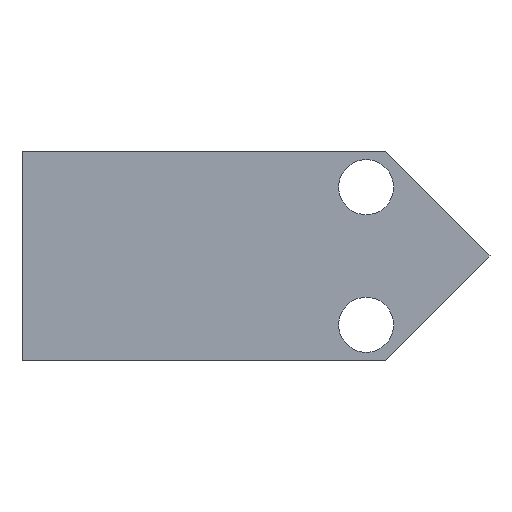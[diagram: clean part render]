
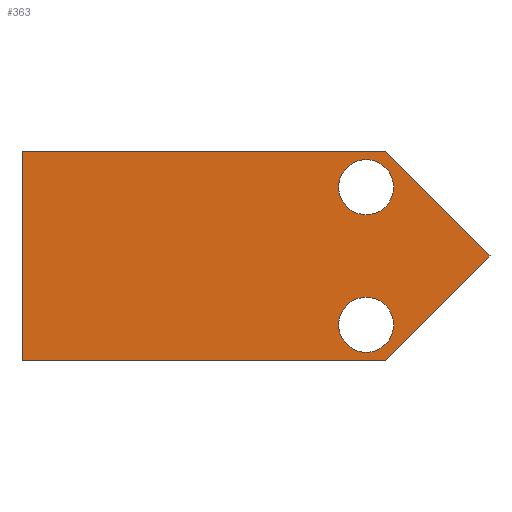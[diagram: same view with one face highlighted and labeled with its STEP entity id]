
A CAD part, front view. The second image highlights one B-rep face of the part: STEP entity #363.
In plain terms, the highlighted planar face has unit normal (0, -1, 0).
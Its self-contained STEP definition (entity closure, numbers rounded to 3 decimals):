
#1 = AXIS2_PLACEMENT_3D ( 'NONE', #159, #70, #165 ) ;
#3 = EDGE_CURVE ( 'NONE', #400, #393, #329, .T. ) ;
#4 = EDGE_CURVE ( 'NONE', #396, #389, #337, .T. ) ;
#9 = EDGE_CURVE ( 'NONE', #389, #386, #325, .T. ) ;
#13 = EDGE_CURVE ( 'NONE', #402, #401, #342, .T. ) ;
#15 = AXIS2_PLACEMENT_3D ( 'NONE', #404, #405, #403 ) ;
#21 = EDGE_CURVE ( 'NONE', #393, #400, #377, .T. ) ;
#23 = EDGE_CURVE ( 'NONE', #396, #387, #380, .T. ) ;
#27 = EDGE_CURVE ( 'NONE', #394, #387, #379, .T. ) ;
#29 = EDGE_CURVE ( 'NONE', #386, #394, #408, .T. ) ;
#31 = EDGE_CURVE ( 'NONE', #401, #402, #369, .T. ) ;
#32 = AXIS2_PLACEMENT_3D ( 'NONE', #184, #93, #197 ) ;
#36 = AXIS2_PLACEMENT_3D ( 'NONE', #86, #158, #116 ) ;
#42 = AXIS2_PLACEMENT_3D ( 'NONE', #140, #107, #156 ) ;
#66 = CARTESIAN_POINT ( 'NONE',  ( 125., 0., -23.1 ) ) ;
#70 = DIRECTION ( 'NONE',  ( 0., 1., 0. ) ) ;
#73 = CARTESIAN_POINT ( 'NONE',  ( 125., 0., -53.1 ) ) ;
#79 = CARTESIAN_POINT ( 'NONE',  ( 170., 0., -38.1 ) ) ;
#84 = DIRECTION ( 'NONE',  ( 0.707, 0., 0.707 ) ) ;
#86 = CARTESIAN_POINT ( 'NONE',  ( 125., 0., -63.1 ) ) ;
#93 = DIRECTION ( 'NONE',  ( 0., 1., 0. ) ) ;
#96 = DIRECTION ( 'NONE',  ( -0.707, 0., 0.707 ) ) ;
#97 = CARTESIAN_POINT ( 'NONE',  ( 54.977, 0., -153.123 ) ) ;
#107 = DIRECTION ( 'NONE',  ( 0., 1., 0. ) ) ;
#116 = DIRECTION ( 'NONE',  ( 0., 0., 1. ) ) ;
#123 = CARTESIAN_POINT ( 'NONE',  ( 54.977, 0., 76.923 ) ) ;
#126 = CARTESIAN_POINT ( 'NONE',  ( -60.046, 0., -76.2 ) ) ;
#138 = CARTESIAN_POINT ( 'NONE',  ( 0., 0., -76.2 ) ) ;
#140 = CARTESIAN_POINT ( 'NONE',  ( -60.046, 0., -38.1 ) ) ;
#141 = CARTESIAN_POINT ( 'NONE',  ( 131.9, 0., -76.2 ) ) ;
#147 = CARTESIAN_POINT ( 'NONE',  ( 125., 0., -73.1 ) ) ;
#151 = DIRECTION ( 'NONE',  ( 1., 0., 0. ) ) ;
#156 = DIRECTION ( 'NONE',  ( 0., 0., 1. ) ) ;
#158 = DIRECTION ( 'NONE',  ( 0., 1., 0. ) ) ;
#159 = CARTESIAN_POINT ( 'NONE',  ( 125., 0., -13.1 ) ) ;
#162 = CARTESIAN_POINT ( 'NONE',  ( 125., 0., -3.1 ) ) ;
#165 = DIRECTION ( 'NONE',  ( 0., 0., 1. ) ) ;
#168 = CARTESIAN_POINT ( 'NONE',  ( -60.046, 0., 0. ) ) ;
#169 = PLANE ( 'NONE',  #42 ) ;
#181 = DIRECTION ( 'NONE',  ( 1., 0., 0. ) ) ;
#184 = CARTESIAN_POINT ( 'NONE',  ( 125., 0., -63.1 ) ) ;
#188 = CARTESIAN_POINT ( 'NONE',  ( 131.9, 0., 0. ) ) ;
#197 = DIRECTION ( 'NONE',  ( 0., 0., 1. ) ) ;
#202 = CARTESIAN_POINT ( 'NONE',  ( 0., 0., 0. ) ) ;
#204 = ORIENTED_EDGE ( 'NONE', *, *, #29, .T. ) ;
#206 = ORIENTED_EDGE ( 'NONE', *, *, #3, .T. ) ;
#212 = ORIENTED_EDGE ( 'NONE', *, *, #31, .T. ) ;
#237 = ORIENTED_EDGE ( 'NONE', *, *, #9, .T. ) ;
#238 = ORIENTED_EDGE ( 'NONE', *, *, #27, .T. ) ;
#239 = ORIENTED_EDGE ( 'NONE', *, *, #4, .T. ) ;
#242 = ORIENTED_EDGE ( 'NONE', *, *, #23, .F. ) ;
#250 = ORIENTED_EDGE ( 'NONE', *, *, #13, .T. ) ;
#251 = EDGE_LOOP ( 'NONE', ( #212, #250 ) ) ;
#252 = EDGE_LOOP ( 'NONE', ( #265, #206 ) ) ;
#265 = ORIENTED_EDGE ( 'NONE', *, *, #21, .T. ) ;
#277 = FACE_BOUND ( 'NONE', #251, .T. ) ;
#278 = FACE_BOUND ( 'NONE', #252, .T. ) ;
#282 = FACE_OUTER_BOUND ( 'NONE', #352, .T. ) ;
#325 = LINE ( 'NONE', #126, #341 ) ;
#329 = CIRCLE ( 'NONE', #15, 10. ) ;
#337 = LINE ( 'NONE', #388, #340 ) ;
#340 = VECTOR ( 'NONE', #392, 1000. ) ;
#341 = VECTOR ( 'NONE', #151, 1000. ) ;
#342 = CIRCLE ( 'NONE', #32, 10. ) ;
#352 = EDGE_LOOP ( 'NONE', ( #204, #238, #242, #239, #237 ) ) ;
#363 = ADVANCED_FACE ( 'NONE', ( #278, #277, #282 ), #169, .F. ) ;
#369 = CIRCLE ( 'NONE', #36, 10. ) ;
#377 = CIRCLE ( 'NONE', #1, 10. ) ;
#378 = VECTOR ( 'NONE', #181, 1000. ) ;
#379 = LINE ( 'NONE', #123, #411 ) ;
#380 = LINE ( 'NONE', #168, #378 ) ;
#386 = VERTEX_POINT ( 'NONE', #141 ) ;
#387 = VERTEX_POINT ( 'NONE', #188 ) ;
#388 = CARTESIAN_POINT ( 'NONE',  ( 0., 0., -38.1 ) ) ;
#389 = VERTEX_POINT ( 'NONE', #138 ) ;
#392 = DIRECTION ( 'NONE',  ( 0., 0., -1. ) ) ;
#393 = VERTEX_POINT ( 'NONE', #162 ) ;
#394 = VERTEX_POINT ( 'NONE', #79 ) ;
#396 = VERTEX_POINT ( 'NONE', #202 ) ;
#400 = VERTEX_POINT ( 'NONE', #66 ) ;
#401 = VERTEX_POINT ( 'NONE', #73 ) ;
#402 = VERTEX_POINT ( 'NONE', #147 ) ;
#403 = DIRECTION ( 'NONE',  ( 0., 0., 1. ) ) ;
#404 = CARTESIAN_POINT ( 'NONE',  ( 125., 0., -13.1 ) ) ;
#405 = DIRECTION ( 'NONE',  ( 0., 1., 0. ) ) ;
#408 = LINE ( 'NONE', #97, #412 ) ;
#411 = VECTOR ( 'NONE', #96, 1000. ) ;
#412 = VECTOR ( 'NONE', #84, 1000. ) ;
